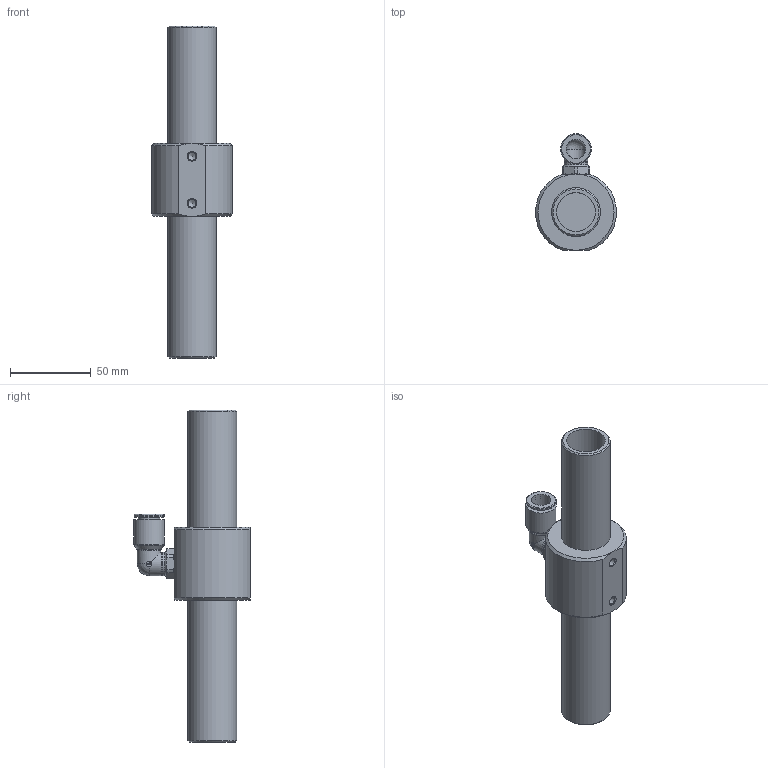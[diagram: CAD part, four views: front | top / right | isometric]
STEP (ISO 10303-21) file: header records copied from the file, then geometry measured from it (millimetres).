
FILE_DESCRIPTION(/* description */ (''),/* implementation_level */ '2;1');
FILE_NAME(/* name */ 'tvtt30es.stp',/* time_stamp */ '2024-11-27T10:54:01+01:00',/* author */ ('enginyeria2'),/* organization */ (''),/* preprocessor_version */ 'ST-DEVELOPER v20',/* originating_system */ 'Autodesk Inventor 2024',/* authorisation */ '');
FILE_SCHEMA (('AUTOMOTIVE_DESIGN { 1 0 10303 214 3 1 1 }'));
Length unit declared in the file: centimetre
Products named in the file (1): Pieza14
Bounding box: 50 x 72 x 205 mm (x, y, z)
Volume: 131834.1 mm3; surface area: 42413.2 mm2
Topology: 1 solids, 1 shells, 99 faces, 235 edges, 148 vertices
Faces by surface type: plane 37, cylinder 30, cone 26, torus 4, sphere 2
Full cylindrical faces by diameter (mm): 2 x1, 3.5 x1, 4.917 x2, 12 x2, 13.2 x1, 14.6 x2, 14.604 x1, 18.5 x1, 19 x1, 24 x2, 30 x2
Entity records: 2980 total; most frequent: CARTESIAN_POINT 618, DIRECTION 493, ORIENTED_EDGE 458, EDGE_CURVE 229, AXIS2_PLACEMENT_3D 203, VERTEX_POINT 148, EDGE_LOOP 115, CIRCLE 100
